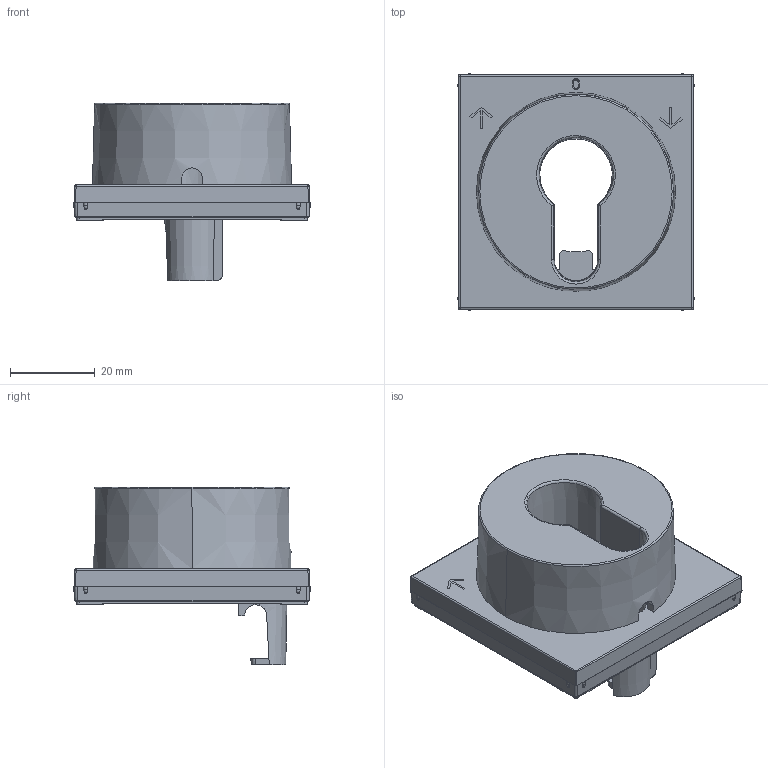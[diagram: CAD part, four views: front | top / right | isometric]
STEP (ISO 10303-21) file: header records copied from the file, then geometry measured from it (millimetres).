
FILE_DESCRIPTION((''),'2;1');
FILE_NAME('WAF1311_GEN_ASM','2025-03-19T11:13:58',('andolfs'),(''),'CREO PARAMETRIC BY PTC INC, 2023154','CREO PARAMETRIC BY PTC INC, 2023154','');
FILE_SCHEMA(('AUTOMOTIVE_DESIGN { 1 0 10303 214 1 1 1 1 }'));
Length unit declared in the file: millimetre
Products named in the file (5): W4G0136_18; W3A0353_GEN; 9024178_GEN; 9002210000_ZYLINDERSCHRAUBE; WAF1311_GEN_ASM
Assembly tree (5 placements, depth 2):
  WAF1311_GEN_ASM
    W4G0136_18
    W3A0353_GEN
    9024178_GEN
    9002210000_ZYLINDERSCHRAUBE  x2
Bounding box: 55.9 x 55.9 x 41.85 mm (x, y, z)
Volume: 17995.2 mm3; surface area: 21301.1 mm2
Topology: 4 solids, 7 shells, 988 faces, 2742 edges, 1809 vertices
Faces by surface type: plane 653, cylinder 152, extrusion 87, cone 52, torus 19, bspline 18, sphere 7
Entity records: 40056 total; most frequent: CARTESIAN_POINT 9590, ORIENTED_EDGE 5206, DIRECTION 4274, EDGE_CURVE 2614, VECTOR 1904, LINE 1817, VERTEX_POINT 1728, AXIS2_PLACEMENT_3D 1185
